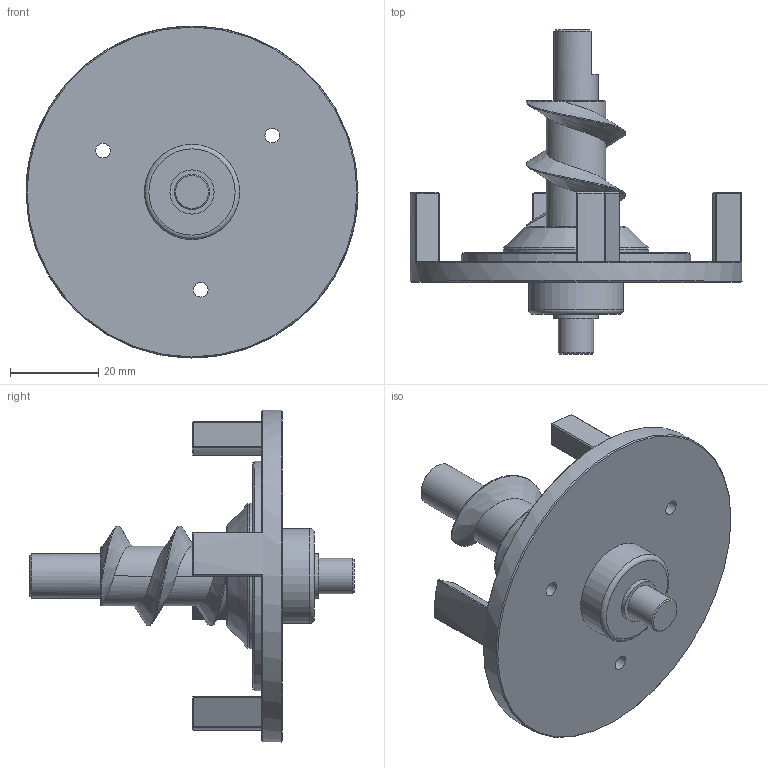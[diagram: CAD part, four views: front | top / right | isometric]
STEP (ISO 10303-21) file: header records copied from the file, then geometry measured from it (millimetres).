
FILE_DESCRIPTION(/* description */ (''),/* implementation_level */ '2;1');
FILE_NAME(/* name */ 'Single Part.step',/* time_stamp */ '2020-09-16T21:00:58-07:00',/* author */ (''),/* organization */ (''),/* preprocessor_version */ 'ST-DEVELOPER v18.1',/* originating_system */ 'Autodesk Translation Framework v9.3.0.1241',/* authorisation */ '');
FILE_SCHEMA (('AUTOMOTIVE_DESIGN { 1 0 10303 214 3 1 1 }'));
Length unit declared in the file: millimetre
Products named in the file (1): Outer spindle (recessed burr)
Bounding box: 75.2 x 73.4 x 75.2 mm (x, y, z)
Volume: 41131.5 mm3; surface area: 15955.6 mm2
Topology: 1 solids, 1 shells, 95 faces, 249 edges, 164 vertices
Faces by surface type: plane 50, cylinder 20, cone 19, bspline 5, torus 1
Full cylindrical faces by diameter (mm): 3.332 x3, 4.75 x1, 8 x1, 10 x2, 13.5 x1, 21.55 x1, 33 x1, 52 x1, 75.2 x1
Entity records: 3626 total; most frequent: CARTESIAN_POINT 1342, ORIENTED_EDGE 496, DIRECTION 430, EDGE_CURVE 248, VERTEX_POINT 164, AXIS2_PLACEMENT_3D 157, LINE 116, VECTOR 116
